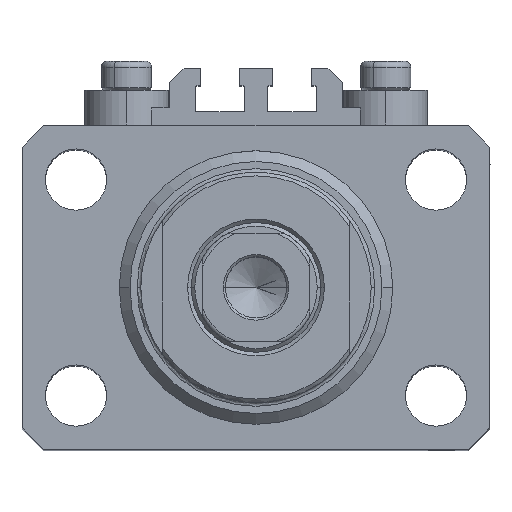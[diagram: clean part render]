
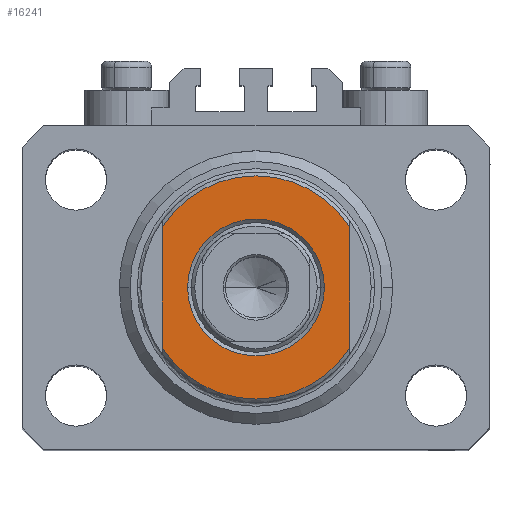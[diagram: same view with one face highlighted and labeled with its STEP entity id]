
A CAD part, top view. The second image highlights one B-rep face of the part: STEP entity #16241.
In plain terms, the highlighted face is planar.
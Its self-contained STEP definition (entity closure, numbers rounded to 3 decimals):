
#2241 = CIRCLE ( 'NONE', #45789, 15.5 ) ;
#2993 = CIRCLE ( 'NONE', #31273, 15.5 ) ;
#3486 = EDGE_LOOP ( 'NONE', ( #8243, #10607 ) ) ;
#7840 = LINE ( 'NONE', #11653, #27588 ) ;
#7856 = EDGE_CURVE ( 'NONE', #9709, #34543, #43983, .T. ) ;
#7944 = ORIENTED_EDGE ( 'NONE', *, *, #22432, .T. ) ;
#8243 = ORIENTED_EDGE ( 'NONE', *, *, #7856, .T. ) ;
#8500 = DIRECTION ( 'NONE',  ( 0., 0., -1. ) ) ;
#9709 = VERTEX_POINT ( 'NONE', #29380 ) ;
#10276 = CARTESIAN_POINT ( 'NONE',  ( -13., 8.441, -6.5 ) ) ;
#10607 = ORIENTED_EDGE ( 'NONE', *, *, #44005, .T. ) ;
#11653 = CARTESIAN_POINT ( 'NONE',  ( 13., -43.081, -6.5 ) ) ;
#11807 = EDGE_CURVE ( 'NONE', #23794, #37563, #7840, .T. ) ;
#12863 = DIRECTION ( 'NONE',  ( -1., 0., 0. ) ) ;
#13318 = CARTESIAN_POINT ( 'NONE',  ( 13., -8.441, -6.5 ) ) ;
#14019 = CARTESIAN_POINT ( 'NONE',  ( -13., -43.081, -6.5 ) ) ;
#15046 = DIRECTION ( 'NONE',  ( 0., 0., -1. ) ) ;
#16241 = ADVANCED_FACE ( 'NONE', ( #41327, #26047 ), #40622, .T. ) ;
#16478 = DIRECTION ( 'NONE',  ( 0., 0., -1. ) ) ;
#16694 = VERTEX_POINT ( 'NONE', #42451 ) ;
#17371 = DIRECTION ( 'NONE',  ( 0., -1., 0. ) ) ;
#22432 = EDGE_CURVE ( 'NONE', #37563, #16694, #2241, .T. ) ;
#22915 = CARTESIAN_POINT ( 'NONE',  ( 0., 0., -6.5 ) ) ;
#23057 = ORIENTED_EDGE ( 'NONE', *, *, #25345, .T. ) ;
#23338 = AXIS2_PLACEMENT_3D ( 'NONE', #23397, #38462, #34881 ) ;
#23397 = CARTESIAN_POINT ( 'NONE',  ( 0., 0., -6.5 ) ) ;
#23794 = VERTEX_POINT ( 'NONE', #42536 ) ;
#24097 = ORIENTED_EDGE ( 'NONE', *, *, #11807, .T. ) ;
#24256 = EDGE_CURVE ( 'NONE', #24782, #16694, #40071, .T. ) ;
#24782 = VERTEX_POINT ( 'NONE', #10276 ) ;
#25345 = EDGE_CURVE ( 'NONE', #24782, #23794, #2993, .T. ) ;
#26047 = FACE_OUTER_BOUND ( 'NONE', #42866, .T. ) ;
#26251 = DIRECTION ( 'NONE',  ( 0., -1., 0. ) ) ;
#27588 = VECTOR ( 'NONE', #26251, 1000. ) ;
#29380 = CARTESIAN_POINT ( 'NONE',  ( -9.5, 0., -6.5 ) ) ;
#30668 = AXIS2_PLACEMENT_3D ( 'NONE', #22915, #15046, #40862 ) ;
#30951 = AXIS2_PLACEMENT_3D ( 'NONE', #45892, #41802, #12863 ) ;
#31273 = AXIS2_PLACEMENT_3D ( 'NONE', #41478, #8500, #44379 ) ;
#31793 = DIRECTION ( 'NONE',  ( -1., 0., 0. ) ) ;
#34543 = VERTEX_POINT ( 'NONE', #42972 ) ;
#34881 = DIRECTION ( 'NONE',  ( -1., 0., 0. ) ) ;
#36015 = ORIENTED_EDGE ( 'NONE', *, *, #24256, .F. ) ;
#37328 = VECTOR ( 'NONE', #17371, 1000. ) ;
#37563 = VERTEX_POINT ( 'NONE', #13318 ) ;
#38462 = DIRECTION ( 'NONE',  ( 0., 0., 1. ) ) ;
#40071 = LINE ( 'NONE', #14019, #37328 ) ;
#40622 = PLANE ( 'NONE',  #30668 ) ;
#40862 = DIRECTION ( 'NONE',  ( -1., 0., 0. ) ) ;
#41327 = FACE_BOUND ( 'NONE', #3486, .T. ) ;
#41478 = CARTESIAN_POINT ( 'NONE',  ( 0., 0., -6.5 ) ) ;
#41802 = DIRECTION ( 'NONE',  ( 0., 0., 1. ) ) ;
#42049 = CARTESIAN_POINT ( 'NONE',  ( 0., 0., -6.5 ) ) ;
#42451 = CARTESIAN_POINT ( 'NONE',  ( -13., -8.441, -6.5 ) ) ;
#42536 = CARTESIAN_POINT ( 'NONE',  ( 13., 8.441, -6.5 ) ) ;
#42866 = EDGE_LOOP ( 'NONE', ( #23057, #24097, #7944, #36015 ) ) ;
#42972 = CARTESIAN_POINT ( 'NONE',  ( 9.5, 0., -6.5 ) ) ;
#43927 = CIRCLE ( 'NONE', #30951, 9.5 ) ;
#43983 = CIRCLE ( 'NONE', #23338, 9.5 ) ;
#44005 = EDGE_CURVE ( 'NONE', #34543, #9709, #43927, .T. ) ;
#44379 = DIRECTION ( 'NONE',  ( -1., 0., 0. ) ) ;
#45789 = AXIS2_PLACEMENT_3D ( 'NONE', #42049, #16478, #31793 ) ;
#45892 = CARTESIAN_POINT ( 'NONE',  ( 0., 0., -6.5 ) ) ;
